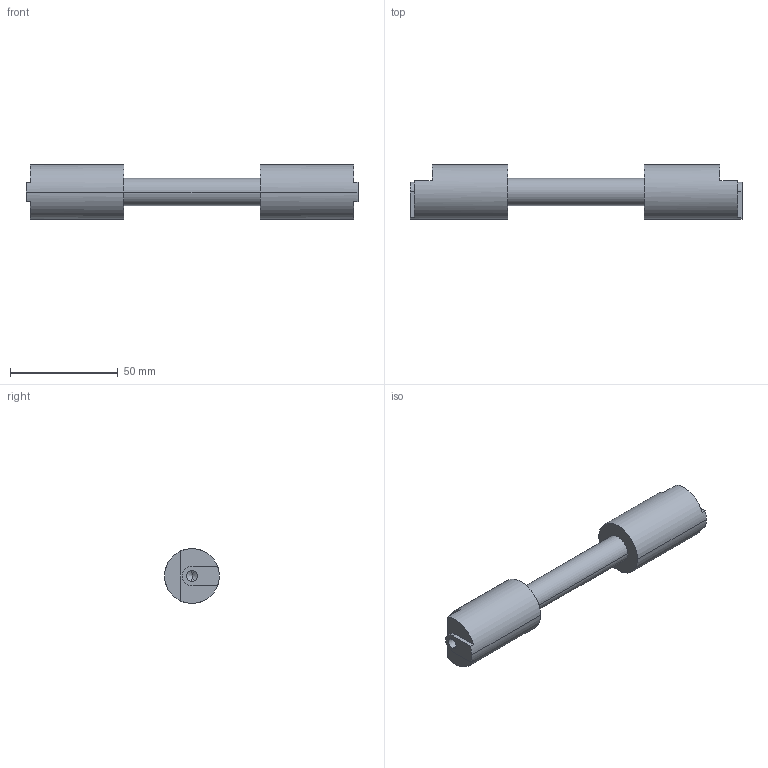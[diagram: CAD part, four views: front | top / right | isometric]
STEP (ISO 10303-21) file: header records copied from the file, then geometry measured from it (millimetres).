
FILE_DESCRIPTION (( 'STEP AP214' ), '1' );
FILE_NAME ('FT1152.STEP', '2025-05-21T17:23:40', ( '' ), ( '' ), 'SwSTEP 2.0', 'SolidWorks 2023', '' );
FILE_SCHEMA (( 'AUTOMOTIVE_DESIGN' ));
Length unit declared in the file: inch
Products named in the file (1): FT1152
Bounding box: 153.97 x 25.4 x 25.4 mm (x, y, z)
Volume: 49294.4 mm3; surface area: 12132.3 mm2
Topology: 1 solids, 1 shells, 31 faces, 77 edges, 48 vertices
Faces by surface type: plane 14, cylinder 13, cone 4
Entity records: 932 total; most frequent: DIRECTION 171, CARTESIAN_POINT 153, ORIENTED_EDGE 146, EDGE_CURVE 73, AXIS2_PLACEMENT_3D 66, VERTEX_POINT 48, VECTOR 39, LINE 39
